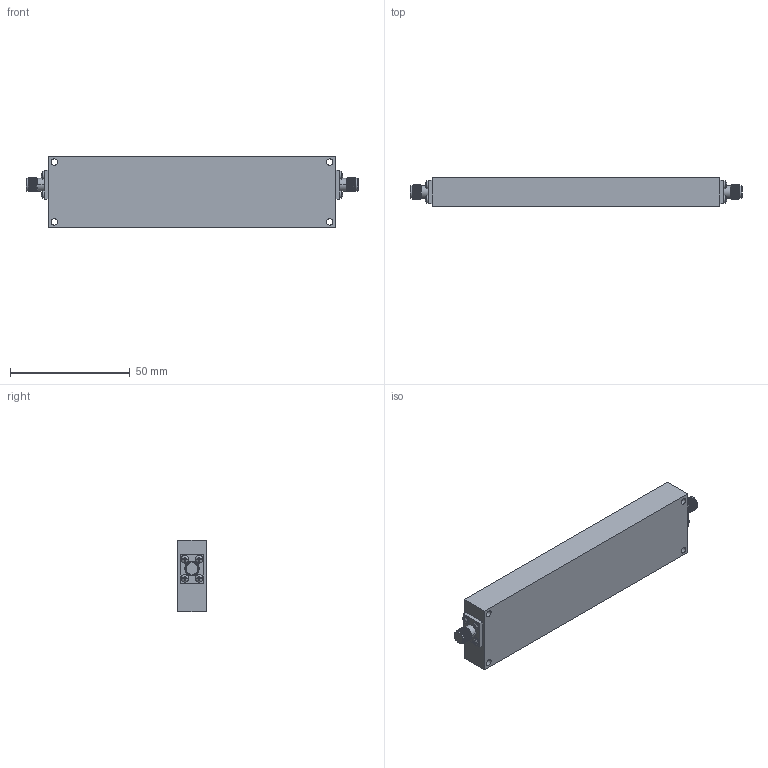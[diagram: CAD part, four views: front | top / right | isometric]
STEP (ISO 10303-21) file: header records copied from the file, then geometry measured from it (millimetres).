
FILE_DESCRIPTION (( 'STEP AP214' ), '1' );
FILE_NAME ('CF-N340-JX1.STEP', '2024-12-04T19:00:53', ( '' ), ( '' ), 'SwSTEP 2.0', 'SolidWorks 2021', '' );
FILE_SCHEMA (( 'AUTOMOTIVE_DESIGN' ));
Length unit declared in the file: inch
Products named in the file (1): CF-N340-JX1
Bounding box: 138.6 x 12 x 30 mm (x, y, z)
Volume: 43748.7 mm3; surface area: 12524.3 mm2
Topology: 11 solids, 11 shells, 376 faces, 932 edges, 594 vertices
Faces by surface type: plane 152, cylinder 104, bspline 44, torus 36, cone 24, sphere 16
Entity records: 19760 total; most frequent: CARTESIAN_POINT 5847, ORIENTED_EDGE 1864, DIRECTION 1816, EDGE_CURVE 932, AXIS2_PLACEMENT_3D 707, VERTEX_POINT 594, EDGE_LOOP 416, LINE 402
